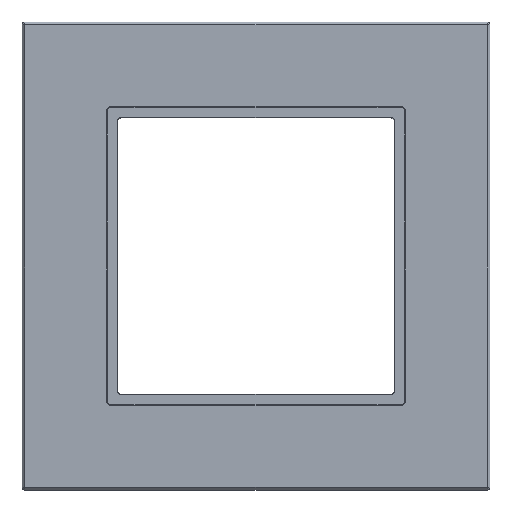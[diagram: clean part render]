
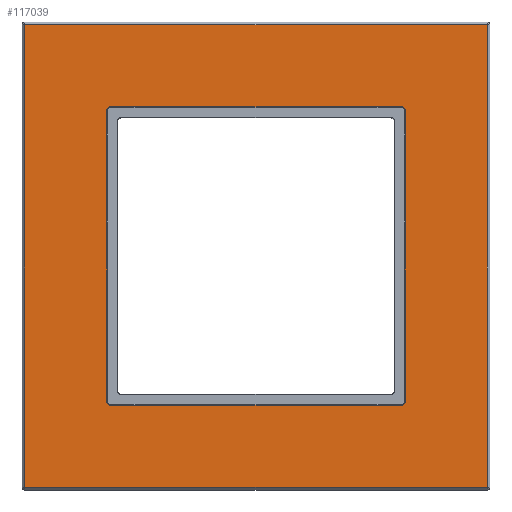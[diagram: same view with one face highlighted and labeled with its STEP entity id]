
A CAD part, top view. The second image highlights one B-rep face of the part: STEP entity #117039.
In plain terms, the highlighted face is planar.
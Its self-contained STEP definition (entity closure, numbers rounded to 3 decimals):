
#116465=DIRECTION('',(0.,0.,-1.));
#116466=VECTOR('',#116465,54.6);
#116467=CARTESIAN_POINT('',(28.1,10.,27.3));
#116468=LINE('5228',#116467,#116466);
#116472=CARTESIAN_POINT('',(27.3,10.,-27.3));
#116473=DIRECTION('',(0.,-1.,0.));
#116474=DIRECTION('',(0.,0.,-1.));
#116475=AXIS2_PLACEMENT_3D('',#116472,#116473,#116474);
#116480=DIRECTION('',(-1.,0.,0.));
#116481=VECTOR('',#116480,54.6);
#116482=CARTESIAN_POINT('',(27.3,10.,-28.1));
#116483=LINE('5229',#116482,#116481);
#116487=CARTESIAN_POINT('',(-27.3,10.,-27.3));
#116488=DIRECTION('',(0.,-1.,0.));
#116489=DIRECTION('',(-1.,0.,0.));
#116490=AXIS2_PLACEMENT_3D('',#116487,#116488,#116489);
#116495=DIRECTION('',(0.,0.,1.));
#116496=VECTOR('',#116495,54.6);
#116497=CARTESIAN_POINT('',(-28.1,10.,-27.3));
#116498=LINE('5230',#116497,#116496);
#116502=CARTESIAN_POINT('',(-27.3,10.,27.3));
#116503=DIRECTION('',(0.,-1.,0.));
#116504=DIRECTION('',(0.,0.,1.));
#116505=AXIS2_PLACEMENT_3D('',#116502,#116503,#116504);
#116510=DIRECTION('',(1.,0.,0.));
#116511=VECTOR('',#116510,54.6);
#116512=CARTESIAN_POINT('',(-27.3,10.,28.1));
#116513=LINE('5231',#116512,#116511);
#116517=CARTESIAN_POINT('',(27.3,10.,27.3));
#116518=DIRECTION('',(0.,-1.,0.));
#116519=DIRECTION('',(1.,0.,0.));
#116520=AXIS2_PLACEMENT_3D('',#116517,#116518,#116519);
#116525=DIRECTION('',(1.,0.,0.));
#116526=VECTOR('',#116525,87.);
#116527=CARTESIAN_POINT('',(-43.5,10.,43.5));
#116528=LINE('5634',#116527,#116526);
#116532=DIRECTION('',(0.,0.,1.));
#116533=VECTOR('',#116532,87.);
#116534=CARTESIAN_POINT('',(-43.5,10.,-43.5));
#116535=LINE('5637',#116534,#116533);
#116539=DIRECTION('',(-1.,0.,0.));
#116540=VECTOR('',#116539,87.);
#116541=CARTESIAN_POINT('',(43.5,10.,-43.5));
#116542=LINE('5639',#116541,#116540);
#116546=DIRECTION('',(0.,0.,-1.));
#116547=VECTOR('',#116546,87.);
#116548=CARTESIAN_POINT('',(43.5,10.,43.5));
#116549=LINE('5640',#116548,#116547);
#116741=CARTESIAN_POINT('',(28.1,10.,27.3));
#116742=CARTESIAN_POINT('',(28.1,10.,-27.3));
#116743=VERTEX_POINT('',#116741);
#116744=VERTEX_POINT('',#116742);
#116745=CARTESIAN_POINT('',(27.3,10.,-28.1));
#116746=CARTESIAN_POINT('',(-27.3,10.,-28.1));
#116747=VERTEX_POINT('',#116745);
#116748=VERTEX_POINT('',#116746);
#116749=CARTESIAN_POINT('',(-28.1,10.,-27.3));
#116750=CARTESIAN_POINT('',(-28.1,10.,27.3));
#116751=VERTEX_POINT('',#116749);
#116752=VERTEX_POINT('',#116750);
#116753=CARTESIAN_POINT('',(-27.3,10.,28.1));
#116754=CARTESIAN_POINT('',(27.3,10.,28.1));
#116755=VERTEX_POINT('',#116753);
#116756=VERTEX_POINT('',#116754);
#116757=CARTESIAN_POINT('',(-43.5,10.,43.5));
#116758=CARTESIAN_POINT('',(43.5,10.,43.5));
#116759=VERTEX_POINT('',#116757);
#116760=VERTEX_POINT('',#116758);
#116769=CARTESIAN_POINT('',(-43.5,10.,-43.5));
#116770=VERTEX_POINT('',#116769);
#116775=CARTESIAN_POINT('',(43.5,10.,-43.5));
#116776=VERTEX_POINT('',#116775);
#117014=CARTESIAN_POINT('',(0.,10.,0.));
#117015=DIRECTION('',(0.,1.,0.));
#117016=DIRECTION('',(0.,0.,1.));
#117017=AXIS2_PLACEMENT_3D('',#117014,#117015,#117016);
#117018=PLANE('2521',#117017);
#117020=ORIENTED_EDGE('5634',*,*,#117019,.F.);
#117022=ORIENTED_EDGE('5637',*,*,#117021,.F.);
#117024=ORIENTED_EDGE('5639',*,*,#117023,.F.);
#117026=ORIENTED_EDGE('5640',*,*,#117025,.F.);
#117027=EDGE_LOOP('2521',(#117020,#117022,#117024,#117026));
#117028=FACE_OUTER_BOUND('2521',#117027,.F.);
#117029=ORIENTED_EDGE('5228',*,*,#116854,.T.);
#117030=ORIENTED_EDGE('5234',*,*,#116876,.F.);
#117031=ORIENTED_EDGE('5229',*,*,#116897,.T.);
#117032=ORIENTED_EDGE('5233',*,*,#116918,.F.);
#117033=ORIENTED_EDGE('5230',*,*,#116939,.T.);
#117034=ORIENTED_EDGE('5232',*,*,#116960,.F.);
#117035=ORIENTED_EDGE('5231',*,*,#116981,.T.);
#117036=ORIENTED_EDGE('5235',*,*,#117001,.F.);
#117037=EDGE_LOOP('2521',(#117029,#117030,#117031,#117032,#117033,#117034,
#117035,#117036));
#117038=FACE_BOUND('2521',#117037,.F.);
#117039=ADVANCED_FACE('2521',(#117028,#117038),#117018,.T.);
#116476=CIRCLE('5234',#116475,0.8);
#116491=CIRCLE('5233',#116490,0.8);
#116506=CIRCLE('5232',#116505,0.8);
#116521=CIRCLE('5235',#116520,0.8);
#116854=EDGE_CURVE('5228',#116743,#116744,#116468,.T.);
#116876=EDGE_CURVE('5234',#116747,#116744,#116476,.T.);
#116897=EDGE_CURVE('5229',#116747,#116748,#116483,.T.);
#116918=EDGE_CURVE('5233',#116751,#116748,#116491,.T.);
#116939=EDGE_CURVE('5230',#116751,#116752,#116498,.T.);
#116960=EDGE_CURVE('5232',#116755,#116752,#116506,.T.);
#116981=EDGE_CURVE('5231',#116755,#116756,#116513,.T.);
#117001=EDGE_CURVE('5235',#116743,#116756,#116521,.T.);
#117019=EDGE_CURVE('5634',#116759,#116760,#116528,.T.);
#117021=EDGE_CURVE('5637',#116770,#116759,#116535,.T.);
#117023=EDGE_CURVE('5639',#116776,#116770,#116542,.T.);
#117025=EDGE_CURVE('5640',#116760,#116776,#116549,.T.);
